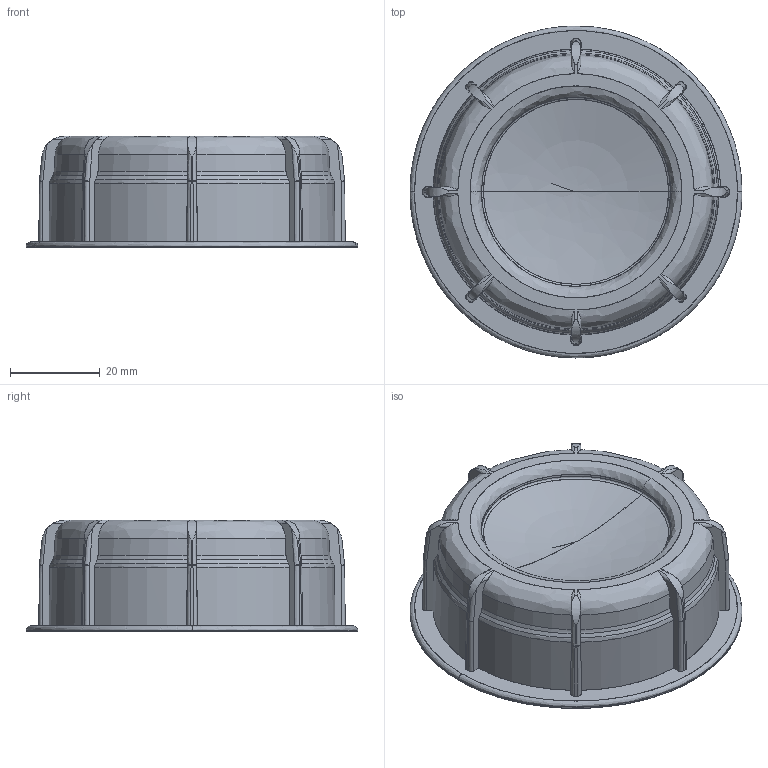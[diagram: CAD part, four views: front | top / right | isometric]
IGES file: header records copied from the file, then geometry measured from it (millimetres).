
Start section: SolidWorks IGES file using analytic representation for surfaces
Global section: file name: Features works forcé avec une erreur. IGES.IGS; native system: SolidWorks 2020; preprocessor: SolidWorks 2020; author: SPECTRUM; date: 210416.170958; units: millimetre
Bounding box: 73.9 x 73.9 x 24.85 mm (x, y, z)
Surface area: 19614.7 mm2 (no closed solid volume)
Topology: 0 solids, 0 shells, 322 faces, 3519 edges, 3513 vertices
Faces by surface type: bspline 191, revolution 131
